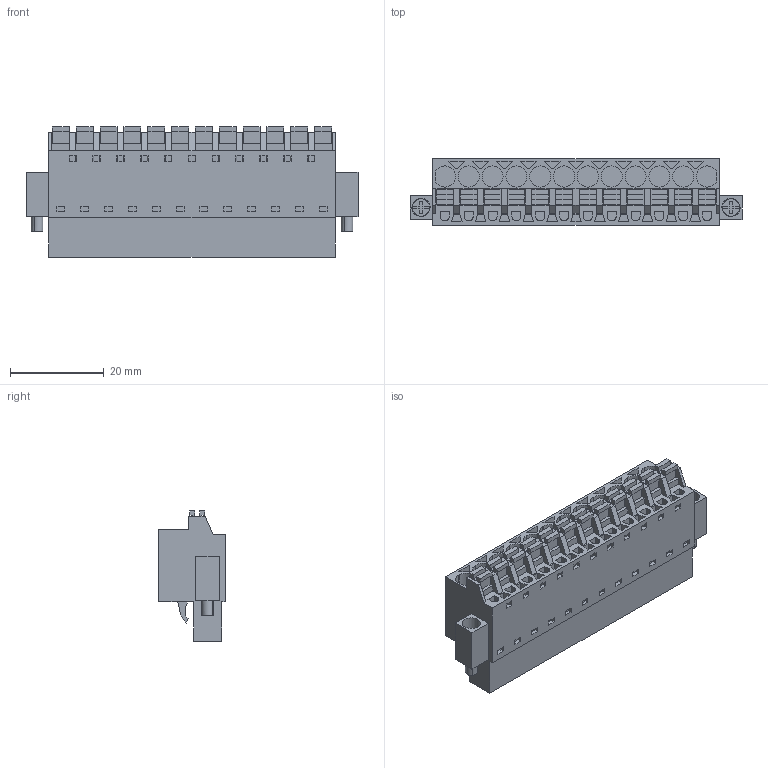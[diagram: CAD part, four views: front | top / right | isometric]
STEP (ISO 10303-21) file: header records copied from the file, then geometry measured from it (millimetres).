
FILE_DESCRIPTION(('CATIA V5 STEP Exchange','CAx-IF Rec.Pracs.--- Model Styling and Organization---1.2---2011-12-15'),'2;1');
FILE_NAME ('D1446529_0_1013190000_1013190000.stp','2017-04-28T12:25:56+00:00',('none'),('Weidmueller'),'CATIA Version 5-6 Release 2014','CATIA V5 STEP AP214','none');
FILE_SCHEMA(('AUTOMOTIVE_DESIGN { 1 0 10303 214 1 1 1 1 }'));
Length unit declared in the file: millimetre
Products named in the file (1): 1013190000
Bounding box: 70.76 x 14.2 x 27.73 mm (x, y, z)
Volume: 14763.2 mm3; surface area: 10547.4 mm2
Topology: 15 solids, 15 shells, 950 faces, 2711 edges, 1883 vertices
Faces by surface type: plane 844, cylinder 105, extrusion 1
Entity records: 30513 total; most frequent: CARTESIAN_POINT 5915, ORIENTED_EDGE 5422, DIRECTION 3874, EDGE_CURVE 2711, VECTOR 2492, LINE 2491, VERTEX_POINT 1883, EDGE_LOOP 1090
